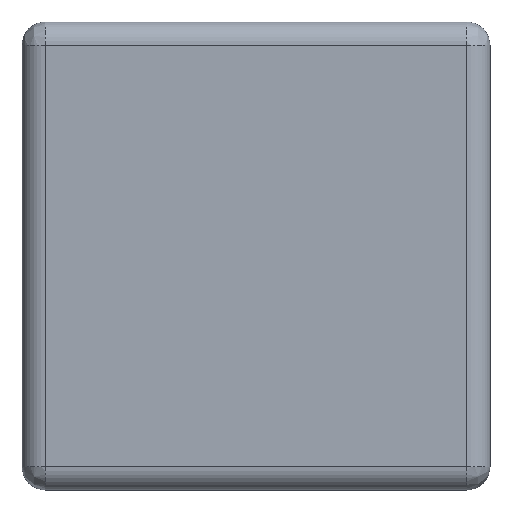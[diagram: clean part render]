
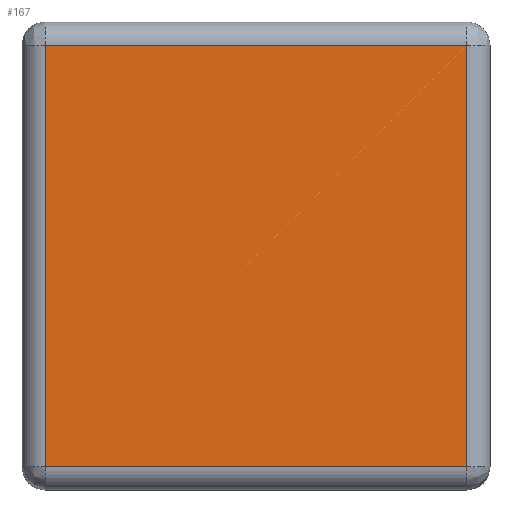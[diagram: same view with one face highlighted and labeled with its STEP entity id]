
A CAD part, front view. The second image highlights one B-rep face of the part: STEP entity #167.
In plain terms, the highlighted planar face has unit normal (0, -1, 0).
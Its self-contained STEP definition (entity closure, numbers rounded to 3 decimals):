
#2 = EDGE_CURVE ( 'NONE', #281, #22, #385, .T. ) ;
#4 = VECTOR ( 'NONE', #306, 1000. ) ;
#22 = VERTEX_POINT ( 'NONE', #363 ) ;
#30 = ORIENTED_EDGE ( 'NONE', *, *, #2, .F. ) ;
#92 = ORIENTED_EDGE ( 'NONE', *, *, #277, .F. ) ;
#147 = VERTEX_POINT ( 'NONE', #300 ) ;
#164 = DIRECTION ( 'NONE',  ( 0., 0., -1. ) ) ;
#167 = ADVANCED_FACE ( 'NONE', ( #443 ), #343, .F. ) ;
#172 = EDGE_LOOP ( 'NONE', ( #358, #30, #297, #92 ) ) ;
#190 = LINE ( 'NONE', #543, #216 ) ;
#216 = VECTOR ( 'NONE', #369, 1000. ) ;
#227 = CARTESIAN_POINT ( 'NONE',  ( -27., -4., 30. ) ) ;
#258 = LINE ( 'NONE', #227, #4 ) ;
#261 = DIRECTION ( 'NONE',  ( 0., 0., 1. ) ) ;
#273 = CARTESIAN_POINT ( 'NONE',  ( 30., -4., -27. ) ) ;
#277 = EDGE_CURVE ( 'NONE', #147, #432, #258, .T. ) ;
#279 = LINE ( 'NONE', #273, #417 ) ;
#281 = VERTEX_POINT ( 'NONE', #384 ) ;
#297 = ORIENTED_EDGE ( 'NONE', *, *, #487, .F. ) ;
#300 = CARTESIAN_POINT ( 'NONE',  ( -27., -4., -27. ) ) ;
#306 = DIRECTION ( 'NONE',  ( 0., 0., 1. ) ) ;
#323 = DIRECTION ( 'NONE',  ( -1., 0., 0. ) ) ;
#330 = CARTESIAN_POINT ( 'NONE',  ( 27., -4., 30. ) ) ;
#343 = PLANE ( 'NONE',  #476 ) ;
#345 = CARTESIAN_POINT ( 'NONE',  ( 0., -4., 0. ) ) ;
#358 = ORIENTED_EDGE ( 'NONE', *, *, #367, .F. ) ;
#363 = CARTESIAN_POINT ( 'NONE',  ( 27., -4., -27. ) ) ;
#367 = EDGE_CURVE ( 'NONE', #22, #147, #279, .T. ) ;
#369 = DIRECTION ( 'NONE',  ( 1., 0., 0. ) ) ;
#384 = CARTESIAN_POINT ( 'NONE',  ( 27., -4., 27. ) ) ;
#385 = LINE ( 'NONE', #330, #438 ) ;
#417 = VECTOR ( 'NONE', #323, 1000. ) ;
#428 = DIRECTION ( 'NONE',  ( 0., 1., 0. ) ) ;
#432 = VERTEX_POINT ( 'NONE', #531 ) ;
#438 = VECTOR ( 'NONE', #164, 1000. ) ;
#443 = FACE_OUTER_BOUND ( 'NONE', #172, .T. ) ;
#476 = AXIS2_PLACEMENT_3D ( 'NONE', #345, #428, #261 ) ;
#487 = EDGE_CURVE ( 'NONE', #432, #281, #190, .T. ) ;
#531 = CARTESIAN_POINT ( 'NONE',  ( -27., -4., 27. ) ) ;
#543 = CARTESIAN_POINT ( 'NONE',  ( 30., -4., 27. ) ) ;
